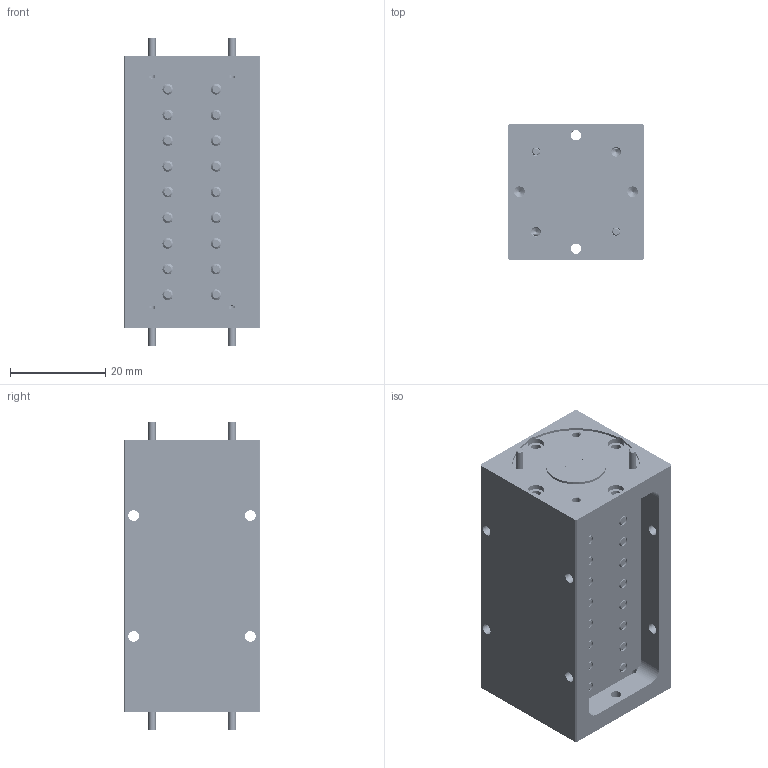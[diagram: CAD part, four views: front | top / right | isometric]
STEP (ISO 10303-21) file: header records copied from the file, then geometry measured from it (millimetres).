
FILE_DESCRIPTION (( 'STEP AP214' ), '1' );
FILE_NAME ('SWF-48312340-19-B1.STEP', '2018-11-20T17:00:51', ( '' ), ( '' ), 'SwSTEP 2.0', 'SolidWorks 2016', '' );
FILE_SCHEMA (( 'AUTOMOTIVE_DESIGN' ));
Length unit declared in the file: inch
Products named in the file (1): SWF-48312340-19-B1
Bounding box: 28.57 x 28.57 x 64.9 mm (x, y, z)
Volume: 34235.2 mm3; surface area: 21162.1 mm2
Topology: 24 solids, 24 shells, 2468 faces, 6806 edges, 4410 vertices
Faces by surface type: cylinder 1874, cone 290, plane 268, bspline 36
Entity records: 148481 total; most frequent: CARTESIAN_POINT 62849, ORIENTED_EDGE 13564, DIRECTION 9006, EDGE_CURVE 6782, VERTEX_POINT 4410, AXIS2_PLACEMENT_3D 3289, EDGE_LOOP 2628, LENGTH_MEASURE_WITH_UNIT 2494
